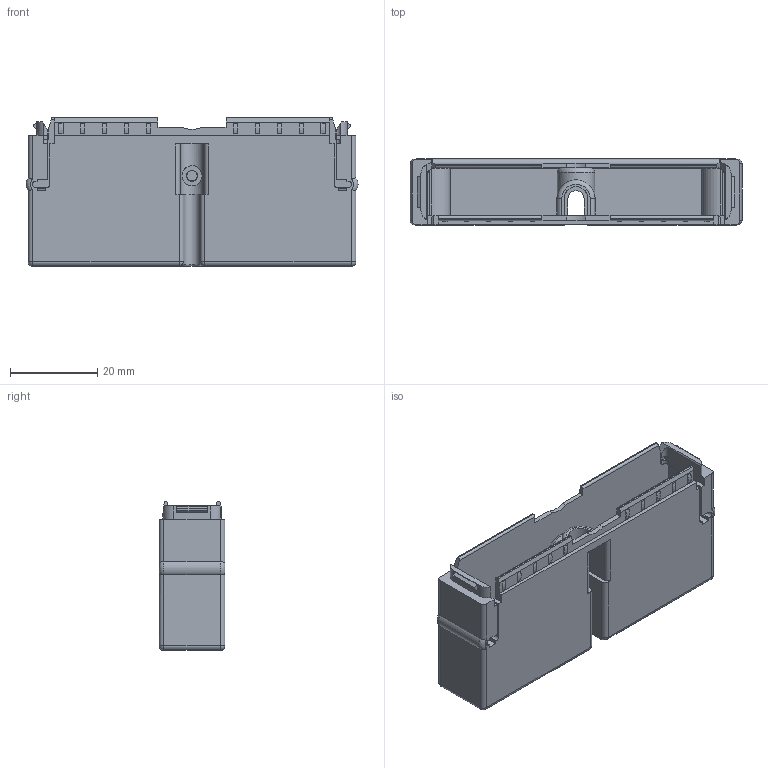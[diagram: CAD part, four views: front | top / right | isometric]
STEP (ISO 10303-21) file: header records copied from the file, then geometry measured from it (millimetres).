
FILE_DESCRIPTION((''),'2;1');
FILE_NAME('33516014028','2019-10-31T',('presta_be4'),(''),'CREO PARAMETRIC BY PTC INC, 2018360','CREO PARAMETRIC BY PTC INC, 2018360','');
FILE_SCHEMA(('CONFIG_CONTROL_DESIGN'));
Length unit declared in the file: millimetre
Products named in the file (1): 33516014028
Bounding box: 75.94 x 15.08 x 34.04 mm (x, y, z)
Volume: 14120.3 mm3; surface area: 14445.4 mm2
Topology: 1 solids, 1 shells, 314 faces, 822 edges, 517 vertices
Faces by surface type: plane 200, cylinder 83, cone 14, torus 9, sphere 6, bspline 2
Entity records: 11001 total; most frequent: CARTESIAN_POINT 3183, ORIENTED_EDGE 1632, DIRECTION 1596, EDGE_CURVE 816, VECTOR 598, LINE 598, VERTEX_POINT 517, AXIS2_PLACEMENT_3D 499
